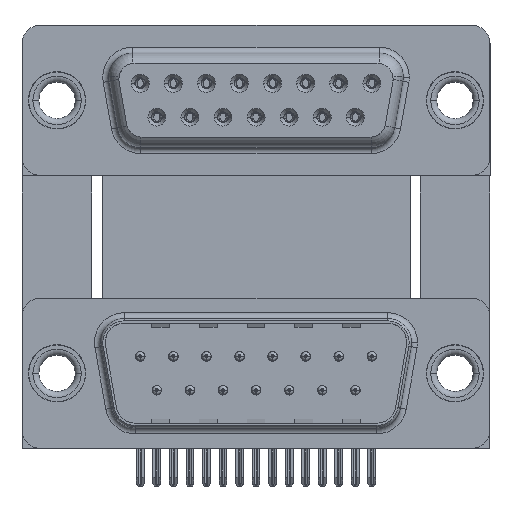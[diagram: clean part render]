
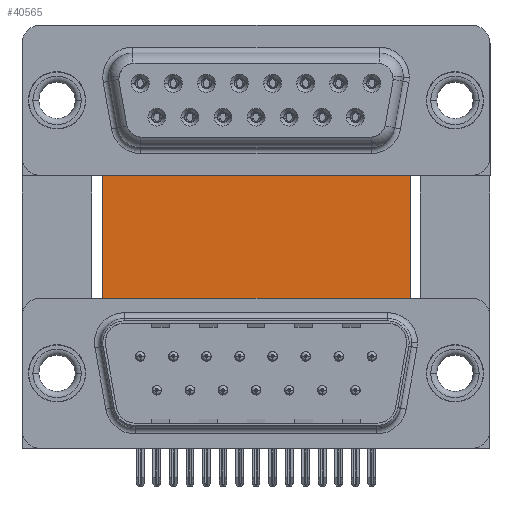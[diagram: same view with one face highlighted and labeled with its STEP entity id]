
A CAD part, top view. The second image highlights one B-rep face of the part: STEP entity #40565.
In plain terms, the highlighted planar face has unit normal (0, 0, 1).
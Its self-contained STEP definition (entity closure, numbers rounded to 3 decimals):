
#320 = ORIENTED_EDGE ( 'NONE', *, *, #40225, .F. ) ;
#3119 = EDGE_CURVE ( 'NONE', #32004, #6853, #12089, .T. ) ;
#6853 = VERTEX_POINT ( 'NONE', #18873 ) ;
#8756 = CARTESIAN_POINT ( 'NONE',  ( 3.79, 16.585, -12. ) ) ;
#9048 = PLANE ( 'NONE',  #27413 ) ;
#9117 = DIRECTION ( 'NONE',  ( 1., 0., 0. ) ) ;
#11677 = CARTESIAN_POINT ( 'NONE',  ( 29.58, 16.585, -12. ) ) ;
#12089 = LINE ( 'NONE', #11677, #37497 ) ;
#13309 = LINE ( 'NONE', #39011, #36370 ) ;
#13735 = ORIENTED_EDGE ( 'NONE', *, *, #14909, .T. ) ;
#14909 = EDGE_CURVE ( 'NONE', #27258, #24045, #13309, .T. ) ;
#18555 = CARTESIAN_POINT ( 'NONE',  ( 3.79, -3.735, -12. ) ) ;
#18873 = CARTESIAN_POINT ( 'NONE',  ( 29.58, -3.735, -12. ) ) ;
#19833 = DIRECTION ( 'NONE',  ( 0., -1., 0. ) ) ;
#21245 = DIRECTION ( 'NONE',  ( -1., 0., 0. ) ) ;
#24017 = EDGE_CURVE ( 'NONE', #24045, #6853, #40901, .T. ) ;
#24045 = VERTEX_POINT ( 'NONE', #27656 ) ;
#24822 = FACE_OUTER_BOUND ( 'NONE', #35080, .T. ) ;
#24931 = DIRECTION ( 'NONE',  ( 0., -1., 0. ) ) ;
#25552 = VECTOR ( 'NONE', #9117, 1000. ) ;
#27258 = VERTEX_POINT ( 'NONE', #8756 ) ;
#27413 = AXIS2_PLACEMENT_3D ( 'NONE', #37671, #34521, #21245 ) ;
#27656 = CARTESIAN_POINT ( 'NONE',  ( 3.79, -3.735, -12. ) ) ;
#32004 = VERTEX_POINT ( 'NONE', #34097 ) ;
#32058 = LINE ( 'NONE', #35027, #34769 ) ;
#34097 = CARTESIAN_POINT ( 'NONE',  ( 29.58, 16.585, -12. ) ) ;
#34521 = DIRECTION ( 'NONE',  ( 0., 0., -1. ) ) ;
#34769 = VECTOR ( 'NONE', #41547, 1000. ) ;
#34813 = ORIENTED_EDGE ( 'NONE', *, *, #3119, .F. ) ;
#35027 = CARTESIAN_POINT ( 'NONE',  ( 3.79, 16.585, -12. ) ) ;
#35080 = EDGE_LOOP ( 'NONE', ( #38681, #34813, #320, #13735 ) ) ;
#36370 = VECTOR ( 'NONE', #19833, 1000. ) ;
#37497 = VECTOR ( 'NONE', #24931, 1000. ) ;
#37671 = CARTESIAN_POINT ( 'NONE',  ( 3.79, 16.585, -12. ) ) ;
#38681 = ORIENTED_EDGE ( 'NONE', *, *, #24017, .T. ) ;
#39011 = CARTESIAN_POINT ( 'NONE',  ( 3.79, 16.585, -12. ) ) ;
#40225 = EDGE_CURVE ( 'NONE', #27258, #32004, #32058, .T. ) ;
#40565 = ADVANCED_FACE ( 'NONE', ( #24822 ), #9048, .F. ) ;
#40901 = LINE ( 'NONE', #18555, #25552 ) ;
#41547 = DIRECTION ( 'NONE',  ( 1., 0., 0. ) ) ;
